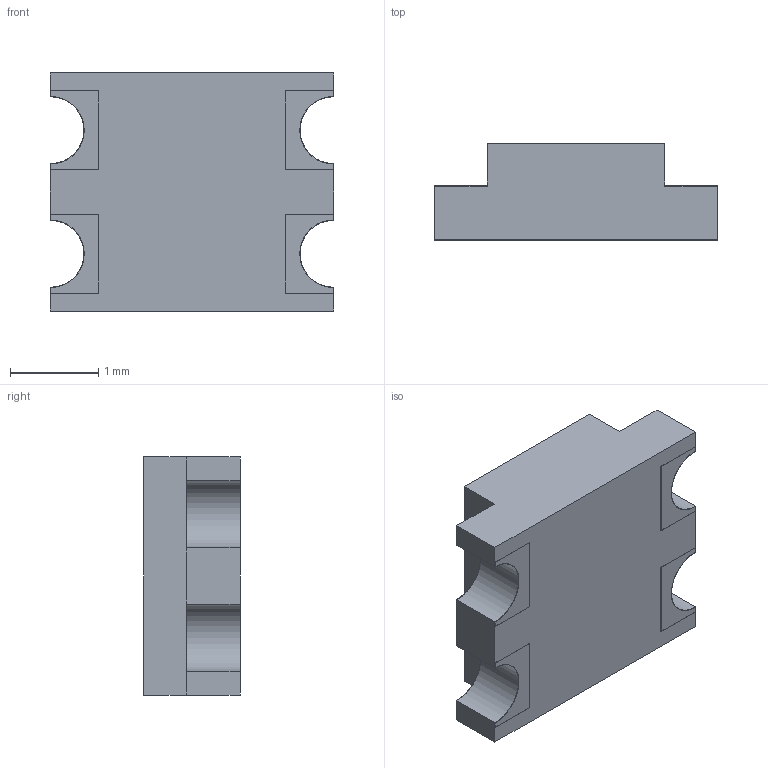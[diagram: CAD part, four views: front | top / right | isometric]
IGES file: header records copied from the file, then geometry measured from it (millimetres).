
Start section: SolidWorks IGES file using analytic representation for surfaces
Global section: file name: CMD15-22 SERIES.IGS; native system: SolidWorks 2018; preprocessor: SolidWorks 2018; author: tstoltenburg; date: 190606.151710; units: inch
Bounding box: 3.2 x 1.09 x 2.69 mm (x, y, z)
Surface area: 30.3 mm2 (no closed solid volume)
Topology: 0 solids, 0 shells, 91 faces, 710 edges, 710 vertices
Faces by surface type: bspline 70, revolution 21
